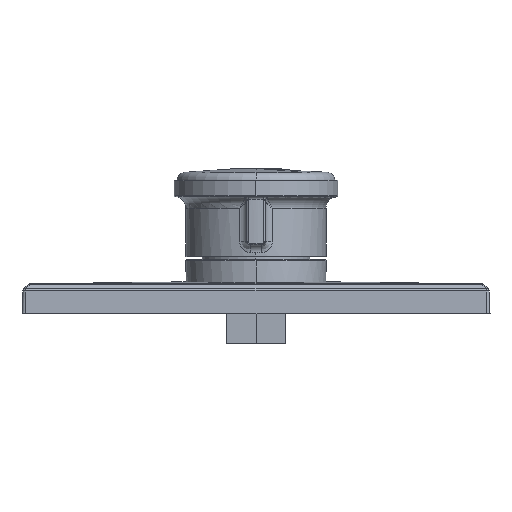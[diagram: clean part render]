
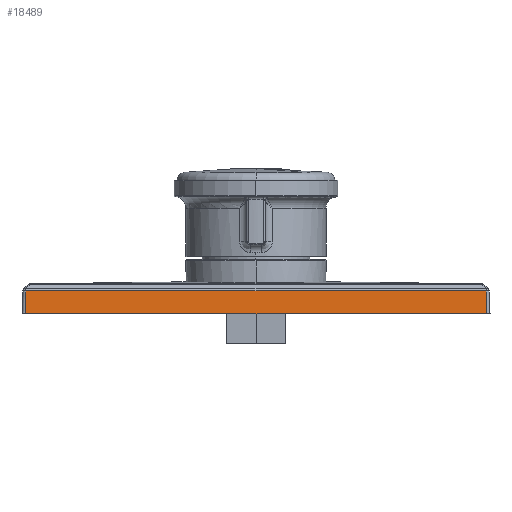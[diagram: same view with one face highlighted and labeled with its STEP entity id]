
A CAD part, front view. The second image highlights one B-rep face of the part: STEP entity #18489.
In plain terms, the highlighted planar face has unit normal (0, -0.999, 0.035).
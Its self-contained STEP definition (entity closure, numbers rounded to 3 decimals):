
#6834=DIRECTION('',(-1.,0.,0.));
#6835=VECTOR('',#6834,154.471);
#6836=CARTESIAN_POINT('',(77.235,-78.235,76.597));
#6837=LINE('',#6836,#6835);
#6842=DIRECTION('',(-1.,0.,0.));
#6843=VECTOR('',#6842,155.001);
#6844=CARTESIAN_POINT('',(77.501,-78.5,69.));
#6845=LINE('',#6844,#6843);
#6846=DIRECTION('',(-0.035,-0.035,-0.999));
#6847=VECTOR('',#6846,7.607);
#6848=CARTESIAN_POINT('',(-77.235,-78.235,
76.597));
#6849=LINE('',#6848,#6847);
#6850=DIRECTION('',(0.035,-0.035,-0.999));
#6851=VECTOR('',#6850,7.607);
#6852=CARTESIAN_POINT('',(77.235,-78.235,76.597));
#6853=LINE('',#6852,#6851);
#8343=CARTESIAN_POINT('',(77.235,-78.235,76.597));
#8344=VERTEX_POINT('',#8343);
#8345=CARTESIAN_POINT('',(77.501,-78.5,69.));
#8346=VERTEX_POINT('',#8345);
#8481=CARTESIAN_POINT('',(-77.235,-78.235,
76.597));
#8482=VERTEX_POINT('',#8481);
#8483=CARTESIAN_POINT('',(-77.501,-78.5,69.));
#8484=VERTEX_POINT('',#8483);
#18475=CARTESIAN_POINT('',(-81.3,-78.5,69.));
#18476=DIRECTION('',(0.,-0.999,0.035));
#18477=DIRECTION('',(-1.,0.,0.));
#18478=AXIS2_PLACEMENT_3D('',#18475,#18476,#18477);
#18479=PLANE('',#18478);
#18481=ORIENTED_EDGE('',*,*,#18480,.T.);
#18483=ORIENTED_EDGE('',*,*,#18482,.F.);
#18484=ORIENTED_EDGE('',*,*,#18458,.F.);
#18486=ORIENTED_EDGE('',*,*,#18485,.T.);
#18487=EDGE_LOOP('',(#18481,#18483,#18484,#18486));
#18488=FACE_OUTER_BOUND('',#18487,.F.);
#18458=EDGE_CURVE('',#8344,#8482,#6837,.T.);
#18480=EDGE_CURVE('',#8346,#8484,#6845,.T.);
#18482=EDGE_CURVE('',#8482,#8484,#6849,.T.);
#18485=EDGE_CURVE('',#8344,#8346,#6853,.T.);
#18489=ADVANCED_FACE('',(#18488),#18479,.T.);
